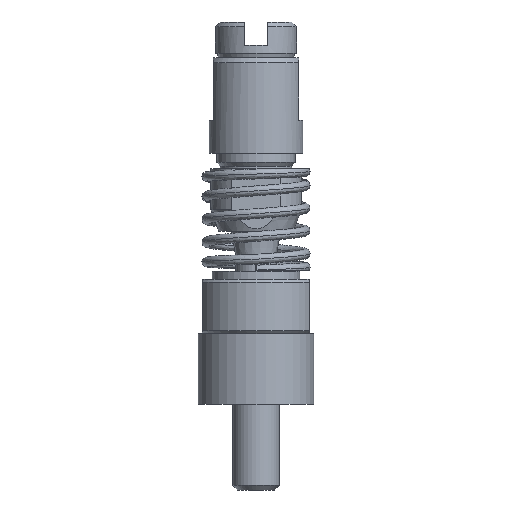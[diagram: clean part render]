
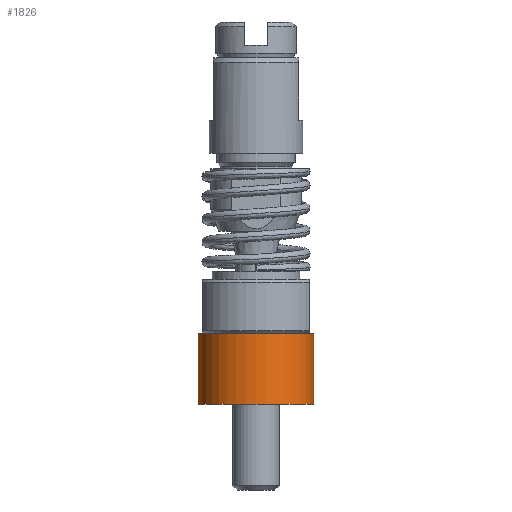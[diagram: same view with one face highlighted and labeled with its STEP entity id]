
A CAD part, left-side view. The second image highlights one B-rep face of the part: STEP entity #1826.
In plain terms, the highlighted cylindrical face has radius 3.7 mm (diameter 7.4 mm), a partial arc.
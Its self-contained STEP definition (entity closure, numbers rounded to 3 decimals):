
#1196 = FACE_OUTER_BOUND ( 'NONE', #16323, .T. ) ;
#1289 = DIRECTION ( 'NONE',  ( 0., -1., 0. ) ) ;
#1459 = AXIS2_PLACEMENT_3D ( 'NONE', #2073, #1896, #3226 ) ;
#1826 = ADVANCED_FACE ( 'NONE', ( #1196 ), #3770, .T. ) ;
#1896 = DIRECTION ( 'NONE',  ( 0., 0., 1. ) ) ;
#2073 = CARTESIAN_POINT ( 'NONE',  ( -22.6, 0., -16.091 ) ) ;
#2396 = VERTEX_POINT ( 'NONE', #2642 ) ;
#2642 = CARTESIAN_POINT ( 'NONE',  ( -22.6, 3.7, -11.591 ) ) ;
#3226 = DIRECTION ( 'NONE',  ( 0., 1., 0. ) ) ;
#3629 = CARTESIAN_POINT ( 'NONE',  ( -22.6, -3.7, -11.591 ) ) ;
#3770 = CYLINDRICAL_SURFACE ( 'NONE', #9673, 3.7 ) ;
#3852 = ORIENTED_EDGE ( 'NONE', *, *, #5356, .F. ) ;
#4550 = CIRCLE ( 'NONE', #12570, 3.7 ) ;
#4569 = LINE ( 'NONE', #10194, #13647 ) ;
#5356 = EDGE_CURVE ( 'NONE', #15187, #11952, #15280, .T. ) ;
#5503 = VERTEX_POINT ( 'NONE', #16503 ) ;
#5751 = CARTESIAN_POINT ( 'NONE',  ( -22.6, -3.7, -11.591 ) ) ;
#6587 = CARTESIAN_POINT ( 'NONE',  ( -22.6, 0., -11.591 ) ) ;
#7671 = DIRECTION ( 'NONE',  ( 0., 0., -1. ) ) ;
#9167 = ORIENTED_EDGE ( 'NONE', *, *, #13390, .T. ) ;
#9673 = AXIS2_PLACEMENT_3D ( 'NONE', #6587, #14780, #1289 ) ;
#10194 = CARTESIAN_POINT ( 'NONE',  ( -22.6, 3.7, -11.591 ) ) ;
#10385 = DIRECTION ( 'NONE',  ( 0., 1., 0. ) ) ;
#11132 = CIRCLE ( 'NONE', #1459, 3.7 ) ;
#11396 = CARTESIAN_POINT ( 'NONE',  ( -22.6, 0., -11.591 ) ) ;
#11952 = VERTEX_POINT ( 'NONE', #17124 ) ;
#12163 = ORIENTED_EDGE ( 'NONE', *, *, #15583, .F. ) ;
#12570 = AXIS2_PLACEMENT_3D ( 'NONE', #11396, #13008, #10385 ) ;
#13008 = DIRECTION ( 'NONE',  ( 0., 0., 1. ) ) ;
#13390 = EDGE_CURVE ( 'NONE', #2396, #5503, #4569, .T. ) ;
#13647 = VECTOR ( 'NONE', #7671, 1000. ) ;
#14780 = DIRECTION ( 'NONE',  ( 0., 0., -1. ) ) ;
#15187 = VERTEX_POINT ( 'NONE', #3629 ) ;
#15280 = LINE ( 'NONE', #5751, #16657 ) ;
#15583 = EDGE_CURVE ( 'NONE', #2396, #15187, #4550, .T. ) ;
#16323 = EDGE_LOOP ( 'NONE', ( #12163, #9167, #17353, #3852 ) ) ;
#16369 = DIRECTION ( 'NONE',  ( 0., 0., -1. ) ) ;
#16503 = CARTESIAN_POINT ( 'NONE',  ( -22.6, 3.7, -16.091 ) ) ;
#16547 = EDGE_CURVE ( 'NONE', #5503, #11952, #11132, .T. ) ;
#16657 = VECTOR ( 'NONE', #16369, 1000. ) ;
#17124 = CARTESIAN_POINT ( 'NONE',  ( -22.6, -3.7, -16.091 ) ) ;
#17353 = ORIENTED_EDGE ( 'NONE', *, *, #16547, .T. ) ;
